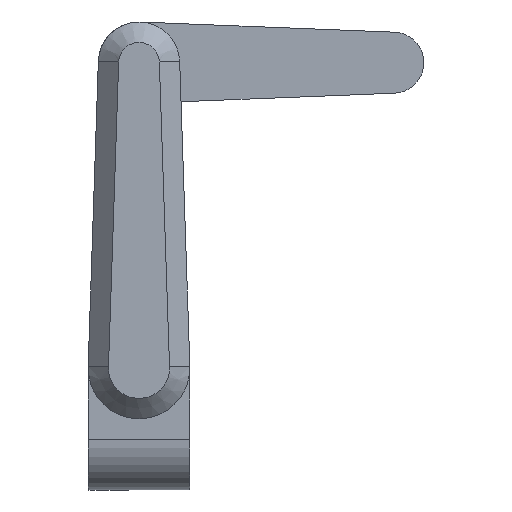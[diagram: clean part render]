
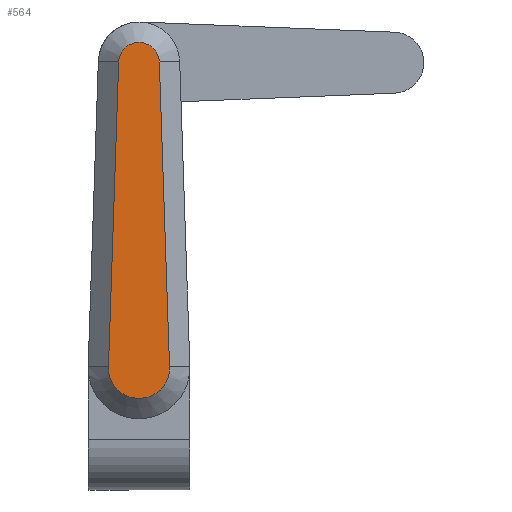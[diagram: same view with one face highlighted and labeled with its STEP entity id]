
A CAD part, front view. The second image highlights one B-rep face of the part: STEP entity #564.
In plain terms, the highlighted planar face has unit normal (0, -1, 0).
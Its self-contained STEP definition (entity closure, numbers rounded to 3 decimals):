
#92 = CONICAL_SURFACE('',#93,50.,0.785);
#93 = AXIS2_PLACEMENT_3D('',#94,#95,#96);
#94 = CARTESIAN_POINT('',(0.,-140.,150.));
#95 = DIRECTION('',(0.,1.,0.));
#96 = DIRECTION('',(-0.999,0.,
    0.033));
#179 = PLANE('',#180);
#180 = AXIS2_PLACEMENT_3D('',#181,#182,#183);
#181 = CARTESIAN_POINT('',(-29.983,-150.,451.));
#182 = DIRECTION('',(-0.707,-0.707,0.024)
  );
#183 = DIRECTION('',(-0.033,0.,
    -0.999));
#244 = VERTEX_POINT('',#245);
#245 = CARTESIAN_POINT('',(-29.983,-160.,151.));
#268 = VERTEX_POINT('',#269);
#269 = CARTESIAN_POINT('',(29.983,-160.,151.));
#283 = PLANE('',#284);
#284 = AXIS2_PLACEMENT_3D('',#285,#286,#287);
#285 = CARTESIAN_POINT('',(39.978,-150.,151.333));
#286 = DIRECTION('',(-0.707,0.707,-0.024)
  );
#287 = DIRECTION('',(0.033,0.,
    -0.999));
#295 = EDGE_CURVE('',#244,#268,#296,.T.);
#296 = SURFACE_CURVE('',#297,(#302,#309),.PCURVE_S1.);
#297 = CIRCLE('',#298,30.);
#298 = AXIS2_PLACEMENT_3D('',#299,#300,#301);
#299 = CARTESIAN_POINT('',(0.,-160.,150.));
#300 = DIRECTION('',(0.,-1.,0.));
#301 = DIRECTION('',(-0.999,0.,
    0.033));
#302 = PCURVE('',#92,#303);
#303 = DEFINITIONAL_REPRESENTATION('',(#304),#308);
#304 = LINE('',#305,#306);
#305 = CARTESIAN_POINT('',(-0.,-20.));
#306 = VECTOR('',#307,1.);
#307 = DIRECTION('',(-1.,-0.));
#308 = ( GEOMETRIC_REPRESENTATION_CONTEXT(2) 
PARAMETRIC_REPRESENTATION_CONTEXT() REPRESENTATION_CONTEXT('2D SPACE',''
  ) );
#309 = PCURVE('',#310,#315);
#310 = PLANE('',#311);
#311 = AXIS2_PLACEMENT_3D('',#312,#313,#314);
#312 = CARTESIAN_POINT('',(0.,-160.,293.229));
#313 = DIRECTION('',(-0.,-1.,0.));
#314 = DIRECTION('',(0.,0.,-1.));
#315 = DEFINITIONAL_REPRESENTATION('',(#316),#320);
#316 = CIRCLE('',#317,30.);
#317 = AXIS2_PLACEMENT_2D('',#318,#319);
#318 = CARTESIAN_POINT('',(143.229,0.));
#319 = DIRECTION('',(-0.033,-0.999));
#320 = ( GEOMETRIC_REPRESENTATION_CONTEXT(2) 
PARAMETRIC_REPRESENTATION_CONTEXT() REPRESENTATION_CONTEXT('2D SPACE',''
  ) );
#487 = VERTEX_POINT('',#488);
#488 = CARTESIAN_POINT('',(-19.989,-160.,450.667));
#502 = CONICAL_SURFACE('',#503,40.,0.785);
#503 = AXIS2_PLACEMENT_3D('',#504,#505,#506);
#504 = CARTESIAN_POINT('',(0.,-140.,450.));
#505 = DIRECTION('',(0.,1.,0.));
#506 = DIRECTION('',(0.999,0.,
    0.033));
#516 = EDGE_CURVE('',#487,#244,#517,.T.);
#517 = SURFACE_CURVE('',#518,(#522,#529),.PCURVE_S1.);
#518 = LINE('',#519,#520);
#519 = CARTESIAN_POINT('',(-19.989,-160.,450.667));
#520 = VECTOR('',#521,1.);
#521 = DIRECTION('',(-0.033,0.,-0.999));
#522 = PCURVE('',#179,#523);
#523 = DEFINITIONAL_REPRESENTATION('',(#524),#528);
#524 = LINE('',#525,#526);
#525 = CARTESIAN_POINT('',(0.,14.142));
#526 = VECTOR('',#527,1.);
#527 = DIRECTION('',(1.,0.));
#528 = ( GEOMETRIC_REPRESENTATION_CONTEXT(2) 
PARAMETRIC_REPRESENTATION_CONTEXT() REPRESENTATION_CONTEXT('2D SPACE',''
  ) );
#529 = PCURVE('',#310,#530);
#530 = DEFINITIONAL_REPRESENTATION('',(#531),#535);
#531 = LINE('',#532,#533);
#532 = CARTESIAN_POINT('',(-157.437,-19.989));
#533 = VECTOR('',#534,1.);
#534 = DIRECTION('',(0.999,-0.033));
#535 = ( GEOMETRIC_REPRESENTATION_CONTEXT(2) 
PARAMETRIC_REPRESENTATION_CONTEXT() REPRESENTATION_CONTEXT('2D SPACE',''
  ) );
#564 = ADVANCED_FACE('',(#565),#310,.T.);
#565 = FACE_BOUND('',#566,.T.);
#566 = EDGE_LOOP('',(#567,#568,#591,#613));
#567 = ORIENTED_EDGE('',*,*,#295,.T.);
#568 = ORIENTED_EDGE('',*,*,#569,.T.);
#569 = EDGE_CURVE('',#268,#570,#572,.T.);
#570 = VERTEX_POINT('',#571);
#571 = CARTESIAN_POINT('',(19.989,-160.,450.667));
#572 = SURFACE_CURVE('',#573,(#577,#584),.PCURVE_S1.);
#573 = LINE('',#574,#575);
#574 = CARTESIAN_POINT('',(29.983,-160.,151.));
#575 = VECTOR('',#576,1.);
#576 = DIRECTION('',(-0.033,0.,0.999));
#577 = PCURVE('',#310,#578);
#578 = DEFINITIONAL_REPRESENTATION('',(#579),#583);
#579 = LINE('',#580,#581);
#580 = CARTESIAN_POINT('',(142.229,29.983));
#581 = VECTOR('',#582,1.);
#582 = DIRECTION('',(-0.999,-0.033));
#583 = ( GEOMETRIC_REPRESENTATION_CONTEXT(2) 
PARAMETRIC_REPRESENTATION_CONTEXT() REPRESENTATION_CONTEXT('2D SPACE',''
  ) );
#584 = PCURVE('',#283,#585);
#585 = DEFINITIONAL_REPRESENTATION('',(#586),#590);
#586 = LINE('',#587,#588);
#587 = CARTESIAN_POINT('',(0.,14.142));
#588 = VECTOR('',#589,1.);
#589 = DIRECTION('',(-1.,0.));
#590 = ( GEOMETRIC_REPRESENTATION_CONTEXT(2) 
PARAMETRIC_REPRESENTATION_CONTEXT() REPRESENTATION_CONTEXT('2D SPACE',''
  ) );
#591 = ORIENTED_EDGE('',*,*,#592,.T.);
#592 = EDGE_CURVE('',#570,#487,#593,.T.);
#593 = SURFACE_CURVE('',#594,(#599,#606),.PCURVE_S1.);
#594 = CIRCLE('',#595,20.);
#595 = AXIS2_PLACEMENT_3D('',#596,#597,#598);
#596 = CARTESIAN_POINT('',(0.,-160.,450.));
#597 = DIRECTION('',(0.,-1.,0.));
#598 = DIRECTION('',(0.999,0.,
    0.033));
#599 = PCURVE('',#310,#600);
#600 = DEFINITIONAL_REPRESENTATION('',(#601),#605);
#601 = CIRCLE('',#602,20.);
#602 = AXIS2_PLACEMENT_2D('',#603,#604);
#603 = CARTESIAN_POINT('',(-156.771,0.));
#604 = DIRECTION('',(-0.033,0.999));
#605 = ( GEOMETRIC_REPRESENTATION_CONTEXT(2) 
PARAMETRIC_REPRESENTATION_CONTEXT() REPRESENTATION_CONTEXT('2D SPACE',''
  ) );
#606 = PCURVE('',#502,#607);
#607 = DEFINITIONAL_REPRESENTATION('',(#608),#612);
#608 = LINE('',#609,#610);
#609 = CARTESIAN_POINT('',(-0.,-20.));
#610 = VECTOR('',#611,1.);
#611 = DIRECTION('',(-1.,-0.));
#612 = ( GEOMETRIC_REPRESENTATION_CONTEXT(2) 
PARAMETRIC_REPRESENTATION_CONTEXT() REPRESENTATION_CONTEXT('2D SPACE',''
  ) );
#613 = ORIENTED_EDGE('',*,*,#516,.T.);
